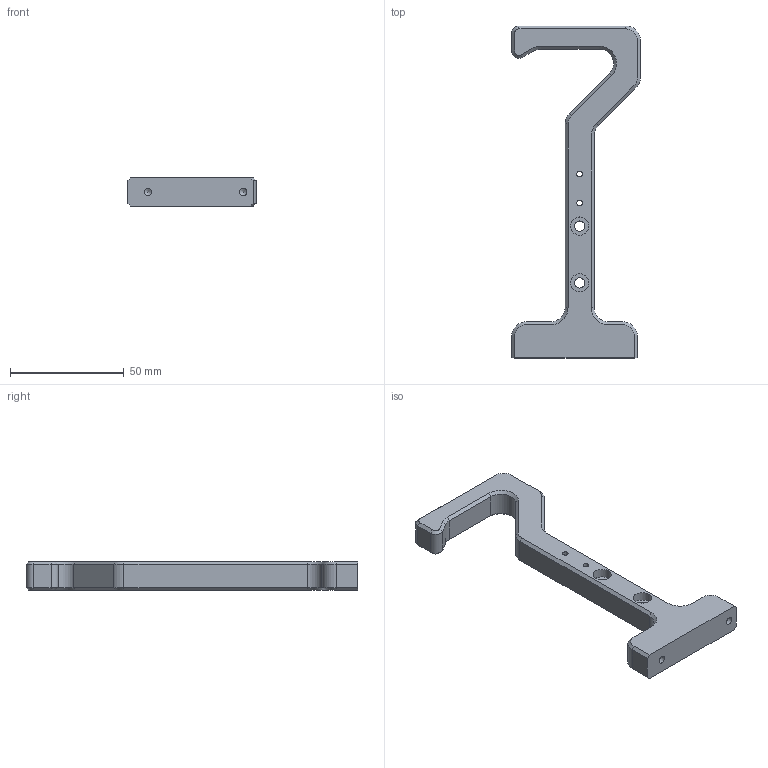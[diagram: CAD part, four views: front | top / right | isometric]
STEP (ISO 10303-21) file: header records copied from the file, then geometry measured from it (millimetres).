
FILE_DESCRIPTION(/* description */ ('NP2 POE HANDLE C'),/* implementation_level */ '2;1');
FILE_NAME(/* name */ 'J009927 NP2 POE HANDLE C Rev A.stp',/* time_stamp */ '2021-07-22T18:01:56-04:00',/* author */ ('arnoldj'),/* organization */ (''),/* preprocessor_version */ 'ST-DEVELOPER v18',/* originating_system */ 'Autodesk Inventor 2020',/* authorisation */ '');
FILE_SCHEMA (('AUTOMOTIVE_DESIGN { 1 0 10303 214 3 1 1 }'));
Length unit declared in the file: inch
Products named in the file (1): J009927
Bounding box: 56.52 x 146.05 x 12.7 mm (x, y, z)
Volume: 37608.8 mm3; surface area: 12658.4 mm2
Topology: 1 solids, 1 shells, 90 faces, 239 edges, 174 vertices
Faces by surface type: plane 44, cone 26, cylinder 20
Full cylindrical faces by diameter (mm): 2.459 x2, 3.302 x2, 4.496 x2, 8.001 x2
Entity records: 2736 total; most frequent: CARTESIAN_POINT 481, DIRECTION 472, ORIENTED_EDGE 432, EDGE_CURVE 216, AXIS2_PLACEMENT_3D 165, LINE 142, VECTOR 142, VERTEX_POINT 132
